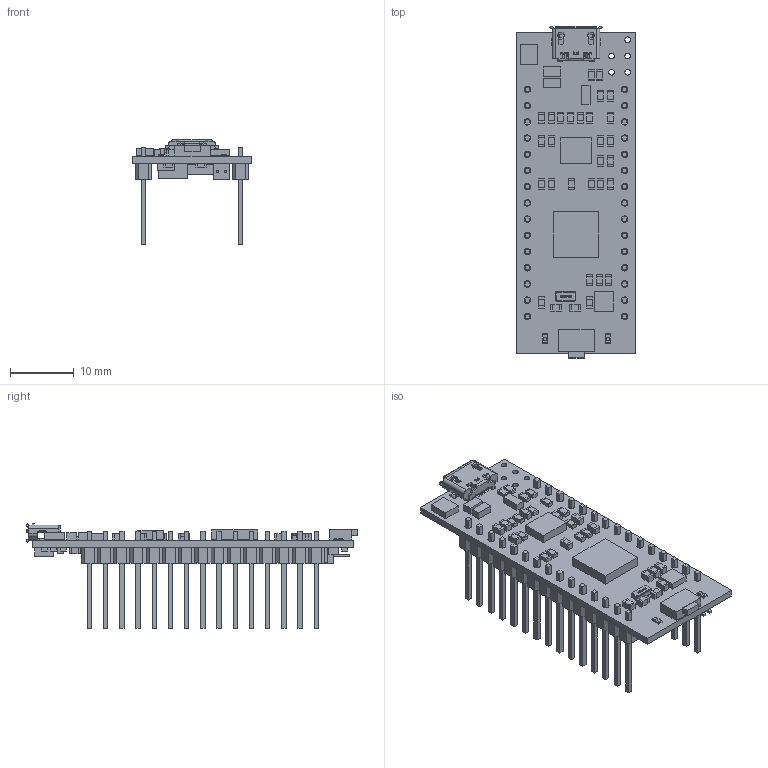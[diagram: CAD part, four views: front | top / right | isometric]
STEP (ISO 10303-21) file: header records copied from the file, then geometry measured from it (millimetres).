
FILE_DESCRIPTION(('Open CASCADE Model'),'2;1');
FILE_NAME('Open CASCADE Shape Model','2020-01-23T10:58:54',('Author'),( 'Open CASCADE'),'Open CASCADE STEP processor 6.8','Open CASCADE 6.8' ,'Unknown');
FILE_SCHEMA(('AUTOMOTIVE_DESIGN { 1 0 10303 214 1 1 1 1 }'));
Length unit declared in the file: millimetre
Products named in the file (151): PCB; Board; Open CASCADE STEP translator 6.8 1.1.1; JP1; 7365523504; Extruded; 7365523024; 7365522624; 7365522304; 7365521904; X2; 7365523904; CN1; 1050170001; Open CASCADE STEP translator 6.8 1.4.1.1; Open CASCADE STEP translator 6.8 1.4.1.2; U6; 7365129248; T1; 7365126688; C16; 7365129008; 7365128608; C19; C25; 7365510784; C22; 7365129728; X1; ABS07-120; U1; 7365127168; U3; 7365131648; U5; 7365511024; U4; 7365129888; R7; 7365127808 ...
Assembly tree (345 placements, depth 4):
  PCB
    Board
      Open CASCADE STEP translator 6.8 1.1.1
    JP1
      7365523504  x2
        Extruded
      7365523024
        Extruded
      7365522624
        Extruded
      7365522304
        Extruded
      7365521904  x2
        Extruded
    X2
      7365523904
        Extruded
    CN1
      1050170001
        Open CASCADE STEP translator 6.8 1.4.1.1
        Open CASCADE STEP translator 6.8 1.4.1.2
    U6
      7365129248
        Extruded
    T1
      7365126688
        Extruded
    C16
      7365129008  x2
        Extruded
      7365128608
        Extruded
    C19
      7365129008  x2
        Extruded
      7365128608
        Extruded
    C25
      7365510784
        Extruded
    C22
      7365129728
        Extruded
    X1
      ABS07-120
    U1
      7365127168
        Extruded
    U3
      7365131648
        Extruded
    U5
      7365511024
        Extruded
    U4
      7365129888
        Extruded
    R7
      7365127808  x2
        Extruded
Bounding box: 18.54 x 52.01 x 16.4 mm (x, y, z)
Volume: 2165.5 mm3; surface area: 6109.2 mm2
Topology: 235 solids, 235 shells, 2195 faces, 5228 edges, 3572 vertices
Faces by surface type: plane 1950, cylinder 181, bspline 60, sphere 4
Full cylindrical faces by diameter (mm): 0.85 x2, 0.9 x5, 1.02 x30
Entity records: 37241 total; most frequent: CARTESIAN_POINT 9191, DIRECTION 5039, ORIENTED_EDGE 4746, EDGE_CURVE 2373, LINE 1927, VECTOR 1927, VERTEX_POINT 1562, AXIS2_PLACEMENT_3D 1556
